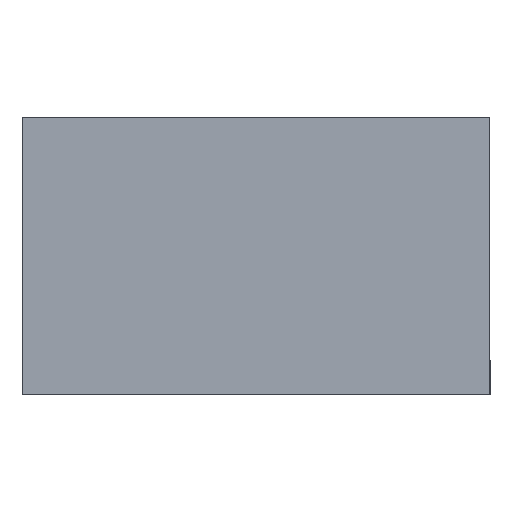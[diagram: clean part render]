
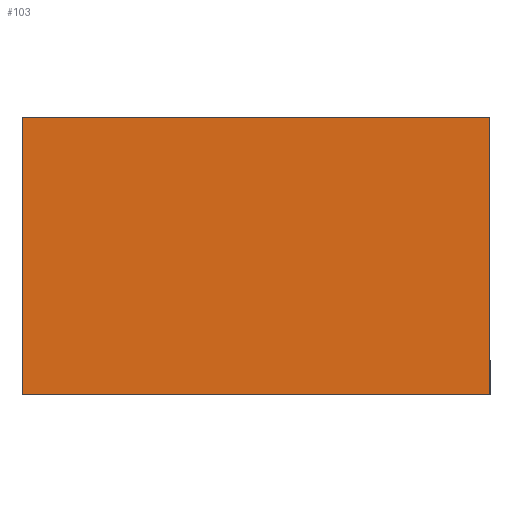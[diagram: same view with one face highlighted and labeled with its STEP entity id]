
A CAD part, left-side view. The second image highlights one B-rep face of the part: STEP entity #103.
In plain terms, the highlighted face is planar.
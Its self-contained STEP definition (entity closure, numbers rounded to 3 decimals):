
#103 = ADVANCED_FACE( '', ( #174 ), #175, .T. );
#174 = FACE_OUTER_BOUND( '', #224, .T. );
#175 = PLANE( '', #225 );
#224 = EDGE_LOOP( '', ( #302, #303, #304, #305 ) );
#225 = AXIS2_PLACEMENT_3D( '', #306, #307, #308 );
#302 = ORIENTED_EDGE( '', *, *, #365, .T. );
#303 = ORIENTED_EDGE( '', *, *, #352, .T. );
#304 = ORIENTED_EDGE( '', *, *, #362, .T. );
#305 = ORIENTED_EDGE( '', *, *, #335, .T. );
#306 = CARTESIAN_POINT( '', ( 0., 0.3, 0. ) );
#307 = DIRECTION( '', ( 0., 1., 0. ) );
#308 = DIRECTION( '', ( 0., 0., 1. ) );
#335 = EDGE_CURVE( '', #371, #372, #373, .T. );
#352 = EDGE_CURVE( '', #399, #400, #401, .T. );
#362 = EDGE_CURVE( '', #400, #371, #414, .T. );
#365 = EDGE_CURVE( '', #372, #399, #417, .T. );
#371 = VERTEX_POINT( '', #423 );
#372 = VERTEX_POINT( '', #424 );
#373 = LINE( '', #425, #426 );
#399 = VERTEX_POINT( '', #464 );
#400 = VERTEX_POINT( '', #465 );
#401 = LINE( '', #466, #467 );
#414 = LINE( '', #486, #487 );
#417 = LINE( '', #491, #492 );
#423 = CARTESIAN_POINT( '', ( -0.8, 0.3, 0.475 ) );
#424 = CARTESIAN_POINT( '', ( 0.8, 0.3, 0.475 ) );
#425 = CARTESIAN_POINT( '', ( -0.8, 0.3, 0.475 ) );
#426 = VECTOR( '', #498, 1000. );
#464 = CARTESIAN_POINT( '', ( 0.8, 0.3, -0.475 ) );
#465 = CARTESIAN_POINT( '', ( -0.8, 0.3, -0.475 ) );
#466 = CARTESIAN_POINT( '', ( 0.8, 0.3, -0.475 ) );
#467 = VECTOR( '', #511, 1000. );
#486 = CARTESIAN_POINT( '', ( -0.8, 0.3, -0.475 ) );
#487 = VECTOR( '', #518, 1000. );
#491 = CARTESIAN_POINT( '', ( 0.8, 0.3, 0.475 ) );
#492 = VECTOR( '', #520, 1000. );
#498 = DIRECTION( '', ( 1., 0., 0. ) );
#511 = DIRECTION( '', ( -1., 0., 0. ) );
#518 = DIRECTION( '', ( 0., 0., 1. ) );
#520 = DIRECTION( '', ( 0., 0., -1. ) );
